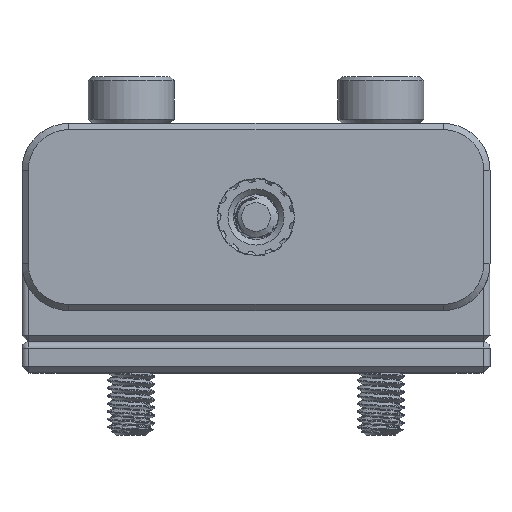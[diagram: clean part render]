
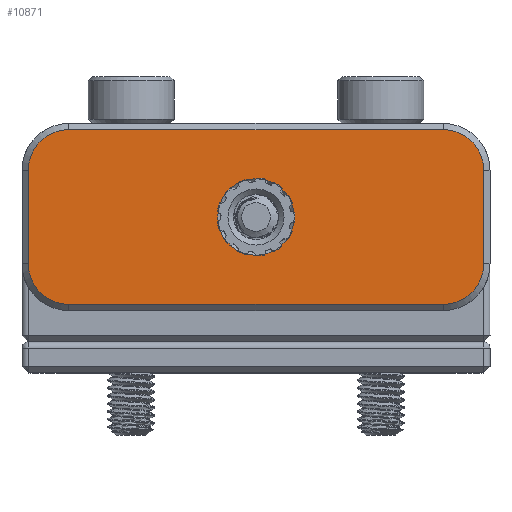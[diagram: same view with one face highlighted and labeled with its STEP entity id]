
A CAD part, left-side view. The second image highlights one B-rep face of the part: STEP entity #10871.
In plain terms, the highlighted planar face has unit normal (-1, 0, 0).
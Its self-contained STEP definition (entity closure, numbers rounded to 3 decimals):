
#833=FACE_BOUND('',#2472,.T.);
#920=PLANE('',#11904);
#1803=FACE_OUTER_BOUND('',#2471,.T.);
#2471=EDGE_LOOP('',(#9758,#9759,#9760,#9761,#9762,#9763,#9764,#9765));
#2472=EDGE_LOOP('',(#9766));
#3081=LINE('',#35847,#3717);
#3084=LINE('',#35857,#3720);
#3089=LINE('',#35867,#3725);
#3091=LINE('',#35873,#3727);
#3717=VECTOR('',#14295,10.);
#3720=VECTOR('',#14306,10.);
#3725=VECTOR('',#14317,10.);
#3727=VECTOR('',#14325,10.);
#4206=CIRCLE('',#11889,2.6);
#4208=CIRCLE('',#11893,2.6);
#4210=CIRCLE('',#11897,2.6);
#4211=CIRCLE('',#11900,2.6);
#4212=CIRCLE('',#11905,2.45);
#5205=VERTEX_POINT('',#35835);
#5207=VERTEX_POINT('',#35838);
#5209=VERTEX_POINT('',#35845);
#5210=VERTEX_POINT('',#35849);
#5212=VERTEX_POINT('',#35855);
#5213=VERTEX_POINT('',#35860);
#5214=VERTEX_POINT('',#35865);
#5215=VERTEX_POINT('',#35869);
#5216=VERTEX_POINT('',#35878);
#6740=EDGE_CURVE('',#5207,#5205,#4206,.T.);
#6745=EDGE_CURVE('',#5205,#5209,#3081,.T.);
#6747=EDGE_CURVE('',#5209,#5210,#4208,.T.);
#6750=EDGE_CURVE('',#5210,#5212,#3084,.T.);
#6753=EDGE_CURVE('',#5212,#5213,#4210,.T.);
#6756=EDGE_CURVE('',#5213,#5214,#3089,.T.);
#6758=EDGE_CURVE('',#5214,#5215,#4211,.T.);
#6759=EDGE_CURVE('',#5215,#5207,#3091,.T.);
#6761=EDGE_CURVE('',#5216,#5216,#4212,.T.);
#9758=ORIENTED_EDGE('',*,*,#6740,.T.);
#9759=ORIENTED_EDGE('',*,*,#6745,.T.);
#9760=ORIENTED_EDGE('',*,*,#6747,.T.);
#9761=ORIENTED_EDGE('',*,*,#6750,.T.);
#9762=ORIENTED_EDGE('',*,*,#6753,.T.);
#9763=ORIENTED_EDGE('',*,*,#6756,.T.);
#9764=ORIENTED_EDGE('',*,*,#6758,.T.);
#9765=ORIENTED_EDGE('',*,*,#6759,.T.);
#9766=ORIENTED_EDGE('',*,*,#6761,.T.);
#10871=ADVANCED_FACE('',(#1803,#833),#920,.T.);
#11889=AXIS2_PLACEMENT_3D('',#35839,#14286,#14287);
#11893=AXIS2_PLACEMENT_3D('',#35852,#14299,#14300);
#11897=AXIS2_PLACEMENT_3D('',#35862,#14311,#14312);
#11900=AXIS2_PLACEMENT_3D('',#35871,#14321,#14322);
#11904=AXIS2_PLACEMENT_3D('',#35877,#14331,#14332);
#11905=AXIS2_PLACEMENT_3D('',#35879,#14333,#14334);
#14286=DIRECTION('center_axis',(-1.,0.,0.));
#14287=DIRECTION('ref_axis',(0.,-0.707,-0.707));
#14295=DIRECTION('',(0.,0.,1.));
#14299=DIRECTION('center_axis',(-1.,0.,0.));
#14300=DIRECTION('ref_axis',(0.,-0.707,0.707));
#14306=DIRECTION('',(0.,1.,0.));
#14311=DIRECTION('center_axis',(-1.,0.,0.));
#14312=DIRECTION('ref_axis',(0.,0.707,0.707));
#14317=DIRECTION('',(0.,0.,-1.));
#14321=DIRECTION('center_axis',(-1.,0.,0.));
#14322=DIRECTION('ref_axis',(0.,0.707,-0.707));
#14325=DIRECTION('',(0.,-1.,0.));
#14331=DIRECTION('center_axis',(-1.,0.,0.));
#14332=DIRECTION('ref_axis',(0.,1.,0.));
#14333=DIRECTION('center_axis',(1.,0.,0.));
#14334=DIRECTION('ref_axis',(0.,1.,0.));
#35835=CARTESIAN_POINT('',(32.675,260.15,188.));
#35838=CARTESIAN_POINT('',(32.675,262.75,185.4));
#35839=CARTESIAN_POINT('Origin',(32.675,262.75,188.));
#35845=CARTESIAN_POINT('',(32.675,260.15,194.));
#35847=CARTESIAN_POINT('',(32.675,260.15,192.838));
#35849=CARTESIAN_POINT('',(32.675,262.75,196.6));
#35852=CARTESIAN_POINT('Origin',(32.675,262.75,194.));
#35855=CARTESIAN_POINT('',(32.675,286.75,196.6));
#35857=CARTESIAN_POINT('',(32.675,268.75,196.6));
#35860=CARTESIAN_POINT('',(32.675,289.35,194.));
#35862=CARTESIAN_POINT('Origin',(32.675,286.75,194.));
#35865=CARTESIAN_POINT('',(32.675,289.35,188.));
#35867=CARTESIAN_POINT('',(32.675,289.35,189.338));
#35869=CARTESIAN_POINT('',(32.675,286.75,185.4));
#35871=CARTESIAN_POINT('Origin',(32.675,286.75,188.));
#35873=CARTESIAN_POINT('',(32.675,280.75,185.4));
#35877=CARTESIAN_POINT('Origin',(32.675,274.75,191.175));
#35878=CARTESIAN_POINT('',(32.675,272.3,191.));
#35879=CARTESIAN_POINT('Origin',(32.675,274.75,191.));
